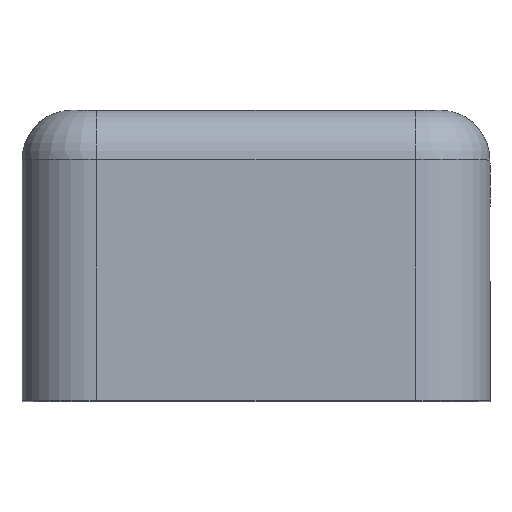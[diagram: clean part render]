
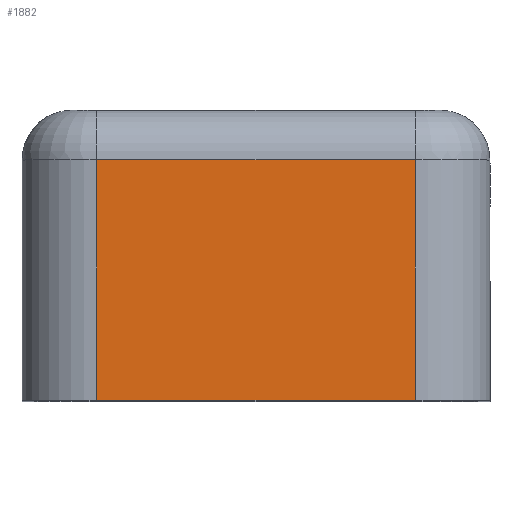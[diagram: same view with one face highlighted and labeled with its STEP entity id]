
A CAD part, top view. The second image highlights one B-rep face of the part: STEP entity #1882.
In plain terms, the highlighted planar face has unit normal (0, 0, 1).
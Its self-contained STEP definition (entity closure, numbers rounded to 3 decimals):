
#11 = CARTESIAN_POINT ( 'NONE',  ( 3.85, 0., 11. ) ) ;
#23 = EDGE_CURVE ( 'NONE', #1157, #1926, #1995, .T. ) ;
#29 = DIRECTION ( 'NONE',  ( 0., -1., 0. ) ) ;
#40 = DIRECTION ( 'NONE',  ( 0., -1., 0. ) ) ;
#130 = EDGE_LOOP ( 'NONE', ( #1408, #1949, #2073, #873 ) ) ;
#168 = CARTESIAN_POINT ( 'NONE',  ( -3.85, -1.2, 11. ) ) ;
#275 = CARTESIAN_POINT ( 'NONE',  ( 3.85, -1.2, 11. ) ) ;
#320 = LINE ( 'NONE', #606, #990 ) ;
#583 = FACE_OUTER_BOUND ( 'NONE', #130, .T. ) ;
#606 = CARTESIAN_POINT ( 'NONE',  ( -3.85, 0., 11. ) ) ;
#644 = DIRECTION ( 'NONE',  ( 0., -1., 0. ) ) ;
#647 = DIRECTION ( 'NONE',  ( 1., 0., 0. ) ) ;
#669 = CARTESIAN_POINT ( 'NONE',  ( -3.85, -1.2, 11. ) ) ;
#757 = EDGE_CURVE ( 'NONE', #1706, #1157, #2386, .T. ) ;
#801 = CARTESIAN_POINT ( 'NONE',  ( -3.85, -7., 11. ) ) ;
#862 = VECTOR ( 'NONE', #647, 1000. ) ;
#873 = ORIENTED_EDGE ( 'NONE', *, *, #2384, .T. ) ;
#990 = VECTOR ( 'NONE', #29, 1000. ) ;
#1150 = CARTESIAN_POINT ( 'NONE',  ( -3.85, -7., 11. ) ) ;
#1157 = VERTEX_POINT ( 'NONE', #275 ) ;
#1215 = CARTESIAN_POINT ( 'NONE',  ( -3.85, 0., 11. ) ) ;
#1279 = VERTEX_POINT ( 'NONE', #801 ) ;
#1328 = VECTOR ( 'NONE', #40, 1000. ) ;
#1408 = ORIENTED_EDGE ( 'NONE', *, *, #2256, .T. ) ;
#1617 = AXIS2_PLACEMENT_3D ( 'NONE', #1215, #2179, #644 ) ;
#1706 = VERTEX_POINT ( 'NONE', #168 ) ;
#1725 = DIRECTION ( 'NONE',  ( 1., 0., 0. ) ) ;
#1882 = ADVANCED_FACE ( 'NONE', ( #583 ), #1974, .T. ) ;
#1926 = VERTEX_POINT ( 'NONE', #2009 ) ;
#1949 = ORIENTED_EDGE ( 'NONE', *, *, #23, .F. ) ;
#1974 = PLANE ( 'NONE',  #1617 ) ;
#1995 = LINE ( 'NONE', #11, #1328 ) ;
#2009 = CARTESIAN_POINT ( 'NONE',  ( 3.85, -7., 11. ) ) ;
#2073 = ORIENTED_EDGE ( 'NONE', *, *, #757, .F. ) ;
#2131 = VECTOR ( 'NONE', #1725, 1000. ) ;
#2179 = DIRECTION ( 'NONE',  ( 0., 0., 1. ) ) ;
#2187 = LINE ( 'NONE', #1150, #2131 ) ;
#2256 = EDGE_CURVE ( 'NONE', #1279, #1926, #2187, .T. ) ;
#2384 = EDGE_CURVE ( 'NONE', #1706, #1279, #320, .T. ) ;
#2386 = LINE ( 'NONE', #669, #862 ) ;
